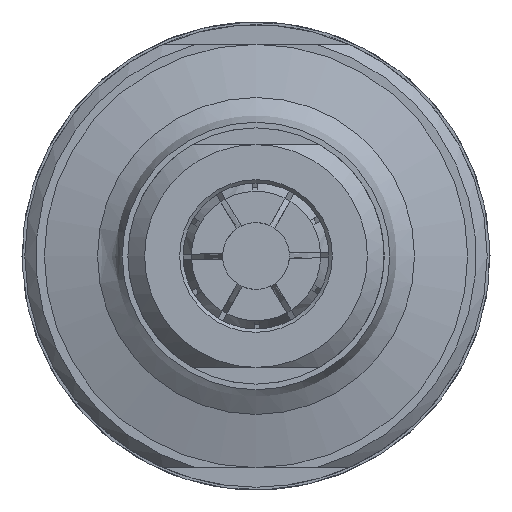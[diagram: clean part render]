
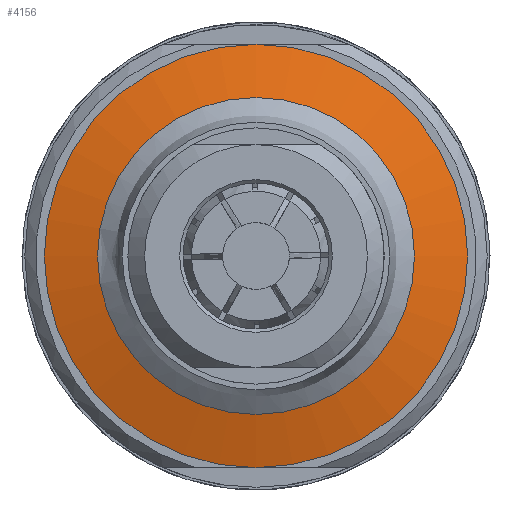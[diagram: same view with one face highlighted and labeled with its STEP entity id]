
A CAD part, left-side view. The second image highlights one B-rep face of the part: STEP entity #4156.
In plain terms, the highlighted conical face has half-angle 75 degrees and reference radius 16.612 mm.
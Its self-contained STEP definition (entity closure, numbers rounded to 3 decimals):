
#4125=CARTESIAN_POINT('',(-52.5,19.,0.));
#4126=VERTEX_POINT('',#4125);
#4127=CARTESIAN_POINT('',(-52.5,0.,0.));
#4128=DIRECTION('',(1.0,0.0,0.0));
#4129=DIRECTION('',(0.0,1.0,0.0));
#4130=AXIS2_PLACEMENT_3D('',#4127,#4128,#4129);
#4131=CIRCLE('',#4130,19.0);
#4132=EDGE_CURVE('',#4126,#4126,#4131,.T.);
#4137=CARTESIAN_POINT('',(-53.14,0.,0.));
#4138=DIRECTION('',(1.0,0.,0.));
#4139=DIRECTION('',(0.0,1.0,0.0));
#4140=AXIS2_PLACEMENT_3D('',#4137,#4138,#4139);
#4141=CONICAL_SURFACE('',#4140,16.612,75.);
#4142=ORIENTED_EDGE('',*,*,#4132,.F.);
#4143=EDGE_LOOP('',(#4142));
#4144=FACE_OUTER_BOUND('',#4143,.T.);
#4145=CARTESIAN_POINT('',(-53.78,14.224,0.));
#4146=VERTEX_POINT('',#4145);
#4147=CARTESIAN_POINT('',(-53.78,0.,0.));
#4148=DIRECTION('',(1.0,0.0,0.0));
#4149=DIRECTION('',(0.0,1.0,0.0));
#4150=AXIS2_PLACEMENT_3D('',#4147,#4148,#4149);
#4151=CIRCLE('',#4150,14.224);
#4152=EDGE_CURVE('',#4146,#4146,#4151,.T.);
#4153=ORIENTED_EDGE('',*,*,#4152,.T.);
#4154=EDGE_LOOP('',(#4153));
#4155=FACE_BOUND('',#4154,.T.);
#4156=ADVANCED_FACE('',(#4144,#4155),#4141,.T.);
